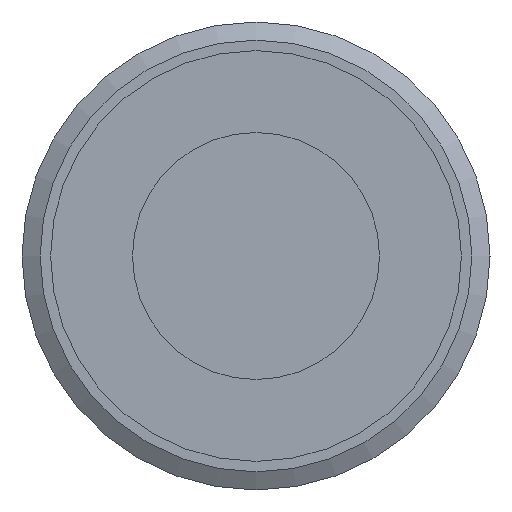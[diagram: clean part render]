
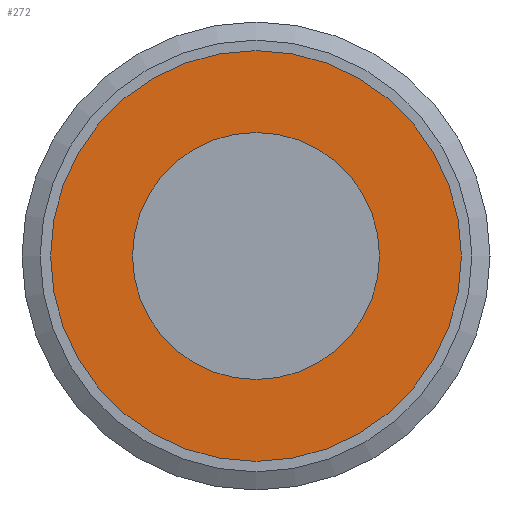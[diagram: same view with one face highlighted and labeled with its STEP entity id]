
A CAD part, left-side view. The second image highlights one B-rep face of the part: STEP entity #272.
In plain terms, the highlighted planar face has unit normal (-1, 0, 0).
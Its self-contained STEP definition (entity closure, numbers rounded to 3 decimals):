
#272 = ADVANCED_FACE( '', ( #447, #448 ), #449, .T. );
#447 = FACE_BOUND( '', #623, .T. );
#448 = FACE_OUTER_BOUND( '', #624, .T. );
#449 = PLANE( '', #625 );
#623 = EDGE_LOOP( '', ( #951 ) );
#624 = EDGE_LOOP( '', ( #952 ) );
#625 = AXIS2_PLACEMENT_3D( '', #953, #954, #955 );
#951 = ORIENTED_EDGE( '', *, *, #1024, .T. );
#952 = ORIENTED_EDGE( '', *, *, #1026, .T. );
#953 = CARTESIAN_POINT( '', ( 0., 0., 0. ) );
#954 = DIRECTION( '', ( -1., 0., 0. ) );
#955 = DIRECTION( '', ( 0., 0., 1. ) );
#1024 = EDGE_CURVE( '', #1154, #1154, #1155, .T. );
#1026 = EDGE_CURVE( '', #1158, #1158, #1159, .T. );
#1154 = VERTEX_POINT( '', #1358 );
#1155 = CIRCLE( '', #1359, 4.75 );
#1158 = VERTEX_POINT( '', #1362 );
#1159 = CIRCLE( '', #1363, 7.9 );
#1358 = CARTESIAN_POINT( '', ( 0., -4.75, 0. ) );
#1359 = AXIS2_PLACEMENT_3D( '', #1540, #1541, #1542 );
#1362 = CARTESIAN_POINT( '', ( 0., 7.9, 0. ) );
#1363 = AXIS2_PLACEMENT_3D( '', #1546, #1547, #1548 );
#1540 = CARTESIAN_POINT( '', ( 0., 0., 0. ) );
#1541 = DIRECTION( '', ( 1., 0., 0. ) );
#1542 = DIRECTION( '', ( 0., -1., 0. ) );
#1546 = CARTESIAN_POINT( '', ( 0., 0., 0. ) );
#1547 = DIRECTION( '', ( -1., 0., 0. ) );
#1548 = DIRECTION( '', ( 0., 1., 0. ) );
